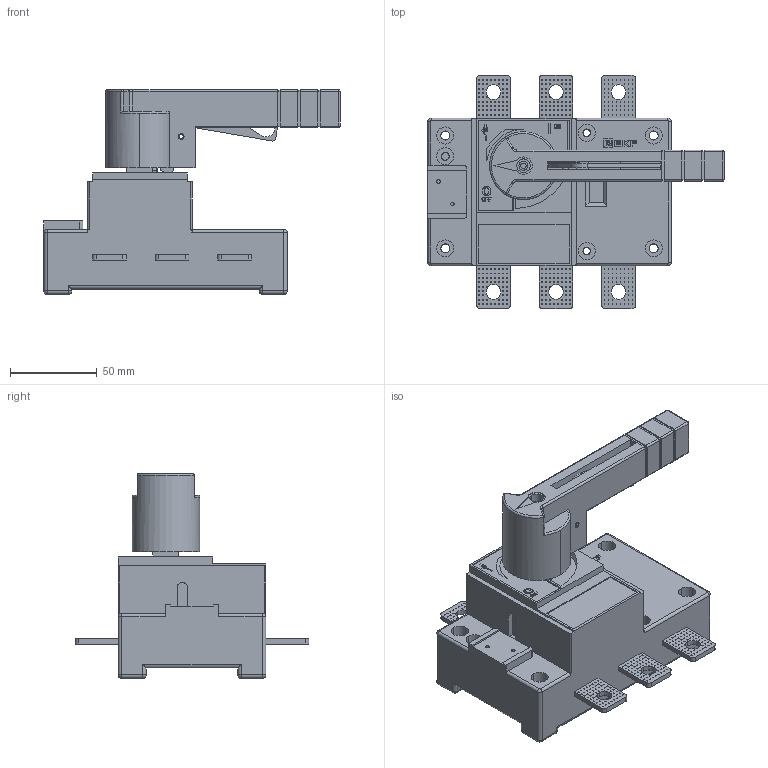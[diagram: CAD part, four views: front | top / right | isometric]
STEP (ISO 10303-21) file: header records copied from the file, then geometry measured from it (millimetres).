
FILE_DESCRIPTION (( 'STEP AP203' ), '1' );
FILE_NAME ('psds-160-3 Ðóáèëüíèê-âûêëþ÷àòåëü 160A 3P c ðóêîÿòêîé óïðàâëåíèÿ äëÿ ïðÿìîé óñòàíîâêè PowerSwitch EKF.STEP', '2026-03-24T11:09:06', ( '' ), ( '' ), 'SwSTEP 2.0', 'SolidWorks 2021', '' );
FILE_SCHEMA (( 'CONFIG_CONTROL_DESIGN' ));
Products named in the file (5): Êîïèÿ Òåëî4^psds-160-3 Ðóáèëüíèê-âûêëþ÷àòåëü 160A 3P c ðóêîÿòêîé óïðàâëåíèÿ äëÿ ïðÿìîé óñòàíîâêè PowerSwitch EKF_00; Êîïèÿ Òåëî2^psds-160-3 Ðóáèëüíèê-âûêëþ÷àòåëü 160A 3P c ðóêîÿòêîé óïðàâëåíèÿ äëÿ ïðÿìîé óñòàíîâêè PowerSwitch EKF_00; psds-160-3 Ðóáèëüíèê-âûêëþ÷àòåëü 160A 3P c ðóêîÿòêîé óïðàâëåíèÿ äëÿ ïðÿìîé óñòàíîâêè PowerSwitch EKF; Êîïèÿ Òåëî1^psds-160-3 Ðóáèëüíèê-âûêëþ÷àòåëü 160A 3P c ðóêîÿòêîé óïðàâëåíèÿ äëÿ ïðÿìîé óñòàíîâêè PowerSwitch EKF_00; Êîïèÿ Òåëî3^psds-160-3 Ðóáèëüíèê-âûêëþ÷àòåëü 160A 3P c ðóêîÿòêîé óïðàâëåíèÿ äëÿ ïðÿìîé óñòàíîâêè PowerSwitch EKF_00
Assembly tree (4 placements, depth 2):
  psds-160-3 Ðóáèëüíèê-âûêëþ÷àòåëü 160A 3P c ðóêîÿòêîé óïðàâëåíèÿ äëÿ ïðÿìîé óñòàíîâêè PowerSwitch EKF
    Êîïèÿ Òåëî1^psds-160-3 Ðóáèëüíèê-âûêëþ÷àòåëü 160A 3P c ðóêîÿòêîé óïðàâëåíèÿ äëÿ ïðÿìîé óñòàíîâêè PowerSwitch EKF_00
    Êîïèÿ Òåëî2^psds-160-3 Ðóáèëüíèê-âûêëþ÷àòåëü 160A 3P c ðóêîÿòêîé óïðàâëåíèÿ äëÿ ïðÿìîé óñòàíîâêè PowerSwitch EKF_00
    Êîïèÿ Òåëî3^psds-160-3 Ðóáèëüíèê-âûêëþ÷àòåëü 160A 3P c ðóêîÿòêîé óïðàâëåíèÿ äëÿ ïðÿìîé óñòàíîâêè PowerSwitch EKF_00
    Êîïèÿ Òåëî4^psds-160-3 Ðóáèëüíèê-âûêëþ÷àòåëü 160A 3P c ðóêîÿòêîé óïðàâëåíèÿ äëÿ ïðÿìîé óñòàíîâêè PowerSwitch EKF_00
Bounding box: 170.5 x 134.4 x 117.9 mm (x, y, z)
Volume: 519692.8 mm3; surface area: 143314.7 mm2
Topology: 4 solids, 9 shells, 5069 faces, 12577 edges, 8303 vertices
Faces by surface type: plane 4557, cylinder 446, sphere 30, torus 19, bspline 12, cone 5
Entity records: 148922 total; most frequent: CARTESIAN_POINT 27051, ORIENTED_EDGE 25090, DIRECTION 23404, EDGE_CURVE 12545, VECTOR 11514, LINE 11514, VERTEX_POINT 8303, EDGE_LOOP 5964
